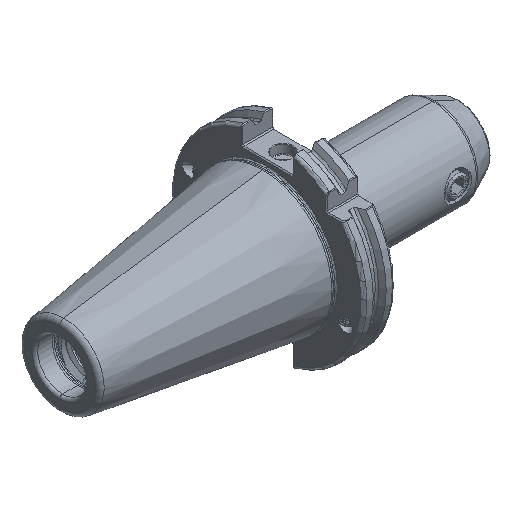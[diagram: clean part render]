
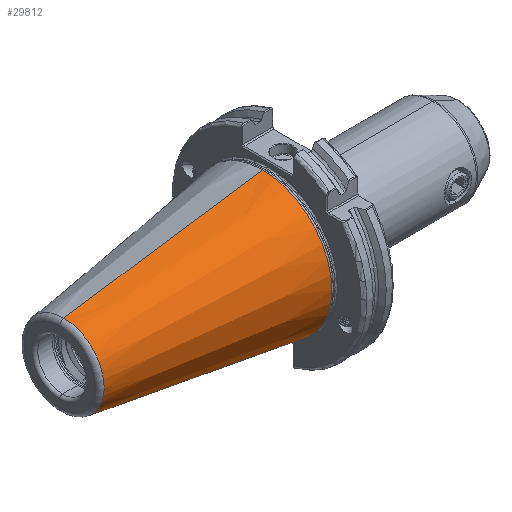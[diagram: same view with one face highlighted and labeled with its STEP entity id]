
A CAD part, isometric view. The second image highlights one B-rep face of the part: STEP entity #29812.
In plain terms, the highlighted conical face has half-angle 8.297 degrees and reference radius 35.392 mm.
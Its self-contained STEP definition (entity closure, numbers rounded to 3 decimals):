
#794 = AXIS2_PLACEMENT_3D ( 'NONE', #5032, #5034, #5010 ) ;
#4038 = CIRCLE ( 'NONE', #7295, 20.399 ) ;
#4164 = CIRCLE ( 'NONE', #7348, 35.027 ) ;
#4410 = LINE ( 'NONE', #13639, #4440 ) ;
#4419 = CIRCLE ( 'NONE', #7210, 35.027 ) ;
#4440 = VECTOR ( 'NONE', #13673, 1000. ) ;
#4530 = LINE ( 'NONE', #13871, #4561 ) ;
#4561 = VECTOR ( 'NONE', #13854, 1000. ) ;
#5010 = DIRECTION ( 'NONE',  ( 0., 0., -1. ) ) ;
#5032 = CARTESIAN_POINT ( 'NONE',  ( 0., 0., 0. ) ) ;
#5034 = DIRECTION ( 'NONE',  ( 1., 0., 0. ) ) ;
#7210 = AXIS2_PLACEMENT_3D ( 'NONE', #13696, #13653, #13654 ) ;
#7295 = AXIS2_PLACEMENT_3D ( 'NONE', #26016, #26001, #26058 ) ;
#7348 = AXIS2_PLACEMENT_3D ( 'NONE', #17516, #17506, #17577 ) ;
#13639 = CARTESIAN_POINT ( 'NONE',  ( 0., 0., 35.392 ) ) ;
#13653 = DIRECTION ( 'NONE',  ( 1., 0., 0. ) ) ;
#13654 = DIRECTION ( 'NONE',  ( 0., 1., 0. ) ) ;
#13673 = DIRECTION ( 'NONE',  ( 0.99, 0., 0.144 ) ) ;
#13696 = CARTESIAN_POINT ( 'NONE',  ( -2.5, 0., 0. ) ) ;
#13854 = DIRECTION ( 'NONE',  ( 0.99, 0., -0.144 ) ) ;
#13871 = CARTESIAN_POINT ( 'NONE',  ( 0., 0., -35.392 ) ) ;
#14592 = EDGE_LOOP ( 'NONE', ( #27473, #27483, #27511, #27501, #27487 ) ) ;
#16524 = CONICAL_SURFACE ( 'NONE', #794, 35.392, 0.145 ) ;
#16540 = FACE_OUTER_BOUND ( 'NONE', #14592, .T. ) ;
#17506 = DIRECTION ( 'NONE',  ( 1., 0., 0. ) ) ;
#17516 = CARTESIAN_POINT ( 'NONE',  ( -2.5, 0., 0. ) ) ;
#17577 = DIRECTION ( 'NONE',  ( 0., 1., 0. ) ) ;
#17907 = CARTESIAN_POINT ( 'NONE',  ( -102.811, 0., 20.399 ) ) ;
#17925 = CARTESIAN_POINT ( 'NONE',  ( -2.5, 0., 35.027 ) ) ;
#17931 = CARTESIAN_POINT ( 'NONE',  ( -2.5, 0., -35.027 ) ) ;
#17991 = CARTESIAN_POINT ( 'NONE',  ( -102.811, 0., -20.399 ) ) ;
#18017 = CARTESIAN_POINT ( 'NONE',  ( -2.5, -35.027, 0. ) ) ;
#25273 = EDGE_CURVE ( 'NONE', #25765, #25756, #4410, .T. ) ;
#25291 = EDGE_CURVE ( 'NONE', #25756, #25855, #4419, .T. ) ;
#25330 = EDGE_CURVE ( 'NONE', #25791, #25760, #4530, .T. ) ;
#25597 = EDGE_CURVE ( 'NONE', #25765, #25791, #4038, .T. ) ;
#25681 = EDGE_CURVE ( 'NONE', #25855, #25760, #4164, .T. ) ;
#25756 = VERTEX_POINT ( 'NONE', #17925 ) ;
#25760 = VERTEX_POINT ( 'NONE', #17931 ) ;
#25765 = VERTEX_POINT ( 'NONE', #17907 ) ;
#25791 = VERTEX_POINT ( 'NONE', #17991 ) ;
#25855 = VERTEX_POINT ( 'NONE', #18017 ) ;
#26001 = DIRECTION ( 'NONE',  ( 1., 0., 0. ) ) ;
#26016 = CARTESIAN_POINT ( 'NONE',  ( -102.811, 0., 0. ) ) ;
#26058 = DIRECTION ( 'NONE',  ( 0., 0., 1. ) ) ;
#27473 = ORIENTED_EDGE ( 'NONE', *, *, #25273, .F. ) ;
#27483 = ORIENTED_EDGE ( 'NONE', *, *, #25597, .T. ) ;
#27487 = ORIENTED_EDGE ( 'NONE', *, *, #25291, .F. ) ;
#27501 = ORIENTED_EDGE ( 'NONE', *, *, #25681, .F. ) ;
#27511 = ORIENTED_EDGE ( 'NONE', *, *, #25330, .T. ) ;
#29812 = ADVANCED_FACE ( 'NONE', ( #16540 ), #16524, .T. ) ;
